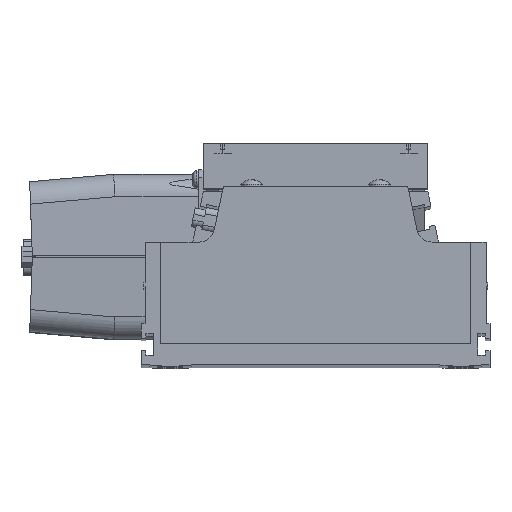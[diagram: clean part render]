
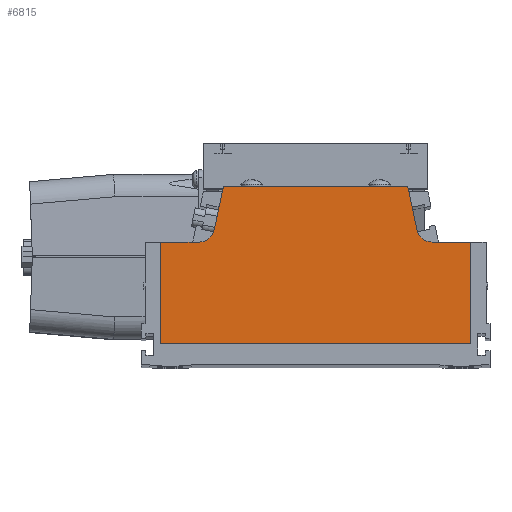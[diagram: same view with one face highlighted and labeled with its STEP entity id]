
A CAD part, top view. The second image highlights one B-rep face of the part: STEP entity #6815.
In plain terms, the highlighted planar face has unit normal (0, 0, 1).
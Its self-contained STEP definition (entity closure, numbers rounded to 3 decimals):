
#168 = DIRECTION ( 'NONE',  ( -1., 0., 0. ) ) ;
#238 = EDGE_CURVE ( 'NONE', #7708, #2101, #17642, .T. ) ;
#570 = CARTESIAN_POINT ( 'NONE',  ( -40., 3., 472.5 ) ) ;
#729 = EDGE_CURVE ( 'NONE', #16567, #3975, #24479, .T. ) ;
#851 = CARTESIAN_POINT ( 'NONE',  ( -40., -23.13, 472.5 ) ) ;
#1572 = CARTESIAN_POINT ( 'NONE',  ( -40., 84.488, 472.5 ) ) ;
#1645 = EDGE_CURVE ( 'NONE', #3975, #4675, #1858, .T. ) ;
#1690 = VERTEX_POINT ( 'NONE', #1731 ) ;
#1731 = CARTESIAN_POINT ( 'NONE',  ( -23.784, 17.45, 472.5 ) ) ;
#1858 = LINE ( 'NONE', #7957, #2975 ) ;
#2101 = VERTEX_POINT ( 'NONE', #5976 ) ;
#2203 = DIRECTION ( 'NONE',  ( 1., 0., 0. ) ) ;
#2264 = VECTOR ( 'NONE', #18547, 1000. ) ;
#2975 = VECTOR ( 'NONE', #6171, 1000. ) ;
#3166 = DIRECTION ( 'NONE',  ( 0.204, 0.979, 0. ) ) ;
#3198 = VECTOR ( 'NONE', #13839, 1000. ) ;
#3975 = VERTEX_POINT ( 'NONE', #7277 ) ;
#4360 = DIRECTION ( 'NONE',  ( 0., -1., 0. ) ) ;
#4364 = EDGE_CURVE ( 'NONE', #15142, #1690, #13838, .T. ) ;
#4498 = EDGE_CURVE ( 'NONE', #2101, #4675, #7515, .T. ) ;
#4675 = VERTEX_POINT ( 'NONE', #851 ) ;
#4719 = CARTESIAN_POINT ( 'NONE',  ( 26.133, 6.184, 472.5 ) ) ;
#4919 = VECTOR ( 'NONE', #3166, 1000. ) ;
#5333 = CARTESIAN_POINT ( 'NONE',  ( -26.797, 3., 472.5 ) ) ;
#5925 = CARTESIAN_POINT ( 'NONE',  ( -30.049, 3., 472.5 ) ) ;
#5970 = CARTESIAN_POINT ( 'NONE',  ( 40., 84.488, 472.5 ) ) ;
#5976 = CARTESIAN_POINT ( 'NONE',  ( -40., 3., 472.5 ) ) ;
#6171 = DIRECTION ( 'NONE',  ( -1., 0., 0. ) ) ;
#6368 = CARTESIAN_POINT ( 'NONE',  ( 30.049, 3., 472.5 ) ) ;
#6603 = EDGE_CURVE ( 'NONE', #18645, #21274, #17925, .T. ) ;
#6649 = LINE ( 'NONE', #23138, #17011 ) ;
#6815 = ADVANCED_FACE ( 'NONE', ( #20085 ), #11828, .F. ) ;
#7277 = CARTESIAN_POINT ( 'NONE',  ( 40., -23.13, 472.5 ) ) ;
#7388 = DIRECTION ( 'NONE',  ( -1., 0., 0. ) ) ;
#7515 = LINE ( 'NONE', #10074, #22609 ) ;
#7708 = VERTEX_POINT ( 'NONE', #5925 ) ;
#7957 = CARTESIAN_POINT ( 'NONE',  ( -40., -23.13, 472.5 ) ) ;
#8691 = VECTOR ( 'NONE', #168, 1000. ) ;
#8973 = LINE ( 'NONE', #14610, #22179 ) ;
#10074 = CARTESIAN_POINT ( 'NONE',  ( -40., 84.488, 472.5 ) ) ;
#10766 = ORIENTED_EDGE ( 'NONE', *, *, #6603, .T. ) ;
#10903 = ORIENTED_EDGE ( 'NONE', *, *, #4498, .T. ) ;
#10958 = DIRECTION ( 'NONE',  ( 0., 0., -1. ) ) ;
#11675 = VERTEX_POINT ( 'NONE', #21894 ) ;
#11828 = PLANE ( 'NONE',  #21787 ) ;
#12272 = EDGE_LOOP ( 'NONE', ( #14103, #23442, #10766, #25478, #18106, #23761, #13446, #16895, #10903, #26074 ) ) ;
#12536 = CARTESIAN_POINT ( 'NONE',  ( 40., 3., 472.5 ) ) ;
#12559 = EDGE_CURVE ( 'NONE', #16567, #18645, #19089, .T. ) ;
#13162 = AXIS2_PLACEMENT_3D ( 'NONE', #21817, #17248, #7388 ) ;
#13446 = ORIENTED_EDGE ( 'NONE', *, *, #25457, .T. ) ;
#13838 = LINE ( 'NONE', #5333, #4919 ) ;
#13839 = DIRECTION ( 'NONE',  ( -1., 0., 0. ) ) ;
#14103 = ORIENTED_EDGE ( 'NONE', *, *, #729, .F. ) ;
#14534 = EDGE_CURVE ( 'NONE', #1690, #11675, #6649, .T. ) ;
#14548 = EDGE_CURVE ( 'NONE', #11675, #21274, #8973, .T. ) ;
#14610 = CARTESIAN_POINT ( 'NONE',  ( 23.784, 17.45, 472.5 ) ) ;
#14688 = CIRCLE ( 'NONE', #20767, 4. ) ;
#15142 = VERTEX_POINT ( 'NONE', #19324 ) ;
#16567 = VERTEX_POINT ( 'NONE', #12536 ) ;
#16895 = ORIENTED_EDGE ( 'NONE', *, *, #238, .T. ) ;
#16921 = DIRECTION ( 'NONE',  ( 0.204, -0.979, 0. ) ) ;
#17011 = VECTOR ( 'NONE', #2203, 1000. ) ;
#17248 = DIRECTION ( 'NONE',  ( 0., 0., -1. ) ) ;
#17642 = LINE ( 'NONE', #20077, #3198 ) ;
#17925 = CIRCLE ( 'NONE', #13162, 4. ) ;
#18106 = ORIENTED_EDGE ( 'NONE', *, *, #14534, .F. ) ;
#18318 = DIRECTION ( 'NONE',  ( 0., 0., -1. ) ) ;
#18547 = DIRECTION ( 'NONE',  ( 0., -1., 0. ) ) ;
#18645 = VERTEX_POINT ( 'NONE', #6368 ) ;
#19089 = LINE ( 'NONE', #570, #8691 ) ;
#19324 = CARTESIAN_POINT ( 'NONE',  ( -26.133, 6.184, 472.5 ) ) ;
#20077 = CARTESIAN_POINT ( 'NONE',  ( -40., 3., 472.5 ) ) ;
#20085 = FACE_OUTER_BOUND ( 'NONE', #12272, .T. ) ;
#20767 = AXIS2_PLACEMENT_3D ( 'NONE', #23235, #10958, #24402 ) ;
#21274 = VERTEX_POINT ( 'NONE', #4719 ) ;
#21787 = AXIS2_PLACEMENT_3D ( 'NONE', #1572, #18318, #26149 ) ;
#21817 = CARTESIAN_POINT ( 'NONE',  ( 30.049, 7., 472.5 ) ) ;
#21894 = CARTESIAN_POINT ( 'NONE',  ( 23.784, 17.45, 472.5 ) ) ;
#22179 = VECTOR ( 'NONE', #16921, 1000. ) ;
#22609 = VECTOR ( 'NONE', #4360, 1000. ) ;
#23138 = CARTESIAN_POINT ( 'NONE',  ( -23.784, 17.45, 472.5 ) ) ;
#23235 = CARTESIAN_POINT ( 'NONE',  ( -30.049, 7., 472.5 ) ) ;
#23442 = ORIENTED_EDGE ( 'NONE', *, *, #12559, .T. ) ;
#23761 = ORIENTED_EDGE ( 'NONE', *, *, #4364, .F. ) ;
#24402 = DIRECTION ( 'NONE',  ( -1., 0., 0. ) ) ;
#24479 = LINE ( 'NONE', #5970, #2264 ) ;
#25457 = EDGE_CURVE ( 'NONE', #15142, #7708, #14688, .T. ) ;
#25478 = ORIENTED_EDGE ( 'NONE', *, *, #14548, .F. ) ;
#26074 = ORIENTED_EDGE ( 'NONE', *, *, #1645, .F. ) ;
#26149 = DIRECTION ( 'NONE',  ( -1., 0., 0. ) ) ;
